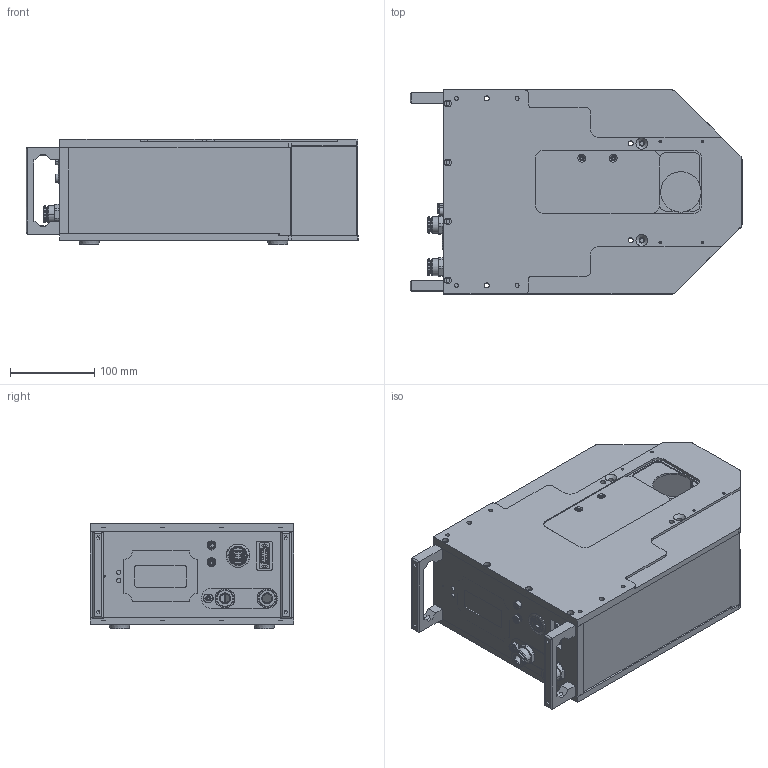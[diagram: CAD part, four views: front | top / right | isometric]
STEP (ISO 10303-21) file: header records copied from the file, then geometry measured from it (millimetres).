
FILE_DESCRIPTION(/* description */ (''),/* implementation_level */ '2;1');
FILE_NAME(/* name */ 'PM-48-STÖRKONTUR',/* time_stamp */ '2019-11-13T14:15:33+01:00',/* author */ (''),/* organization */ (''),/* preprocessor_version */ 'ST-DEVELOPER v16.5',/* originating_system */ 'HiCAD 2018 2302.3 Build 504',/* authorisation */ '');
FILE_SCHEMA (('AUTOMOTIVE_DESIGN { 1 0 10303 214 1 1 1 1 }'));
Products named in the file (51): Root; Gehäuse_Baugruppe; Anschlussfeld_Baugruppe; Display 2009; QUADER_1; QUADER_0; PM-Schutzglas-2009; KABELBINDERHALTER; Bügelgriff; PM-48-ANSCHLUßBLOCK; J12; SD9S-PCfemale; ABSTANDSBOLZEN UNC I/A; ELSA-Steckverschraubung-340025B_951M-12-3-8; Teil; 09-3412-00-03; kbor76F8nuhh; 1; USB-100220011ugm000_a_Baugruppe; PM-48-RÜCKWAND; Deckplatte_Baugruppe; Verschluss_Baugruppe; PM-DISTANZBLECH-KULISSE-DECKEL; PM-Kulisse; PM-48-Befestigungswinkel-Kuliss_Kantblech; PM48-Shutter; PM-48-DECKPLATTE; Bodenplatte_Baugruppe; PM48-GRUNDPLATTE; GUMMIFUß; Normteilgruppe _0; ISO 10642-M6x20-10.9_Senkschrauben_0; Blech-Hauptteil_Kantblech
Assembly tree (50 placements, depth 5):
  Root
    Gehäuse_Baugruppe
      Anschlussfeld_Baugruppe
        Display 2009
          QUADER_1
          QUADER_0
        PM-Schutzglas-2009
        KABELBINDERHALTER
        Bügelgriff
        Bügelgriff
        KABELBINDERHALTER
        PM-48-ANSCHLUßBLOCK
        J12
          SD9S-PCfemale
        ABSTANDSBOLZEN UNC I/A
        ABSTANDSBOLZEN UNC I/A
        ELSA-Steckverschraubung-340025B_951M-12-3-8
          Teil
          Teil
        ELSA-Steckverschraubung-340025B_951M-12-3-8
          Teil
          Teil
        09-3412-00-03
        kbor76F8nuhh
        1
        USB-100220011ugm000_a_Baugruppe
          Teil
          Teil
          Teil
          Teil
          Teil
        PM-48-RÜCKWAND
      Deckplatte_Baugruppe
        Verschluss_Baugruppe
          PM-DISTANZBLECH-KULISSE-DECKEL
          PM-Kulisse
          PM-48-Befestigungswinkel-Kuliss_Kantblech
          PM48-Shutter
        PM-48-DECKPLATTE
      Bodenplatte_Baugruppe
        PM48-GRUNDPLATTE
        GUMMIFUß
        GUMMIFUß
        GUMMIFUß
        GUMMIFUß
        Normteilgruppe _0
          ISO 10642-M6x20-10.9_Senkschrauben_0
          ISO 10642-M6x20-10.9_Senkschrauben_0
        1
        1
      Blech-Hauptteil_Kantblech
Bounding box: 394 x 242 x 125 mm (x, y, z)
Volume: 1832366.8 mm3; surface area: 715861.1 mm2
Topology: 39 solids, 39 shells, 1821 faces, 4674 edges, 3035 vertices
Faces by surface type: plane 747, cylinder 582, cone 240, bspline 176, torus 54, sphere 22
Full cylindrical faces by diameter (mm): 1 x4, 1.05 x4, 2 x1, 2.387 x24, 2.5 x4, 3 x4, 3.141 x10, 3.2 x2, 3.4 x2, 4 x4, 4.019 x5, 4.5 x8, 4.7 x8, 4.773 x4, 5 x13, 5.1 x4, 5.4 x1, 5.65 x1, 6 x9, 6.6 x6, 7 x1, 7.25 x1, 7.4 x1, 7.8 x4, 8 x8, 8.1 x2, 8.2 x2, 8.566 x1, 9.7 x1, 10 x2
Entity records: 118390 total; most frequent: CARTESIAN_POINT 36605, DIRECTION 8561, PRESENTATION_STYLE_ASSIGNMENT 8524, OVER_RIDING_STYLED_ITEM 8485, DRAUGHTING_PRE_DEFINED_CURVE_FONT 8480, CURVE_STYLE 8480, ORIENTED_EDGE 8480, COLOUR_RGB 5696
